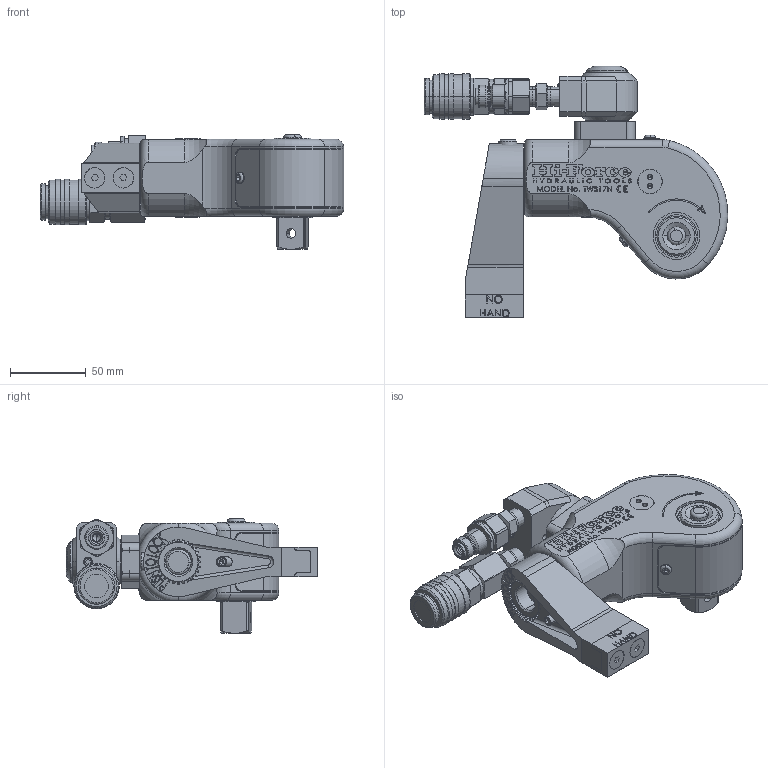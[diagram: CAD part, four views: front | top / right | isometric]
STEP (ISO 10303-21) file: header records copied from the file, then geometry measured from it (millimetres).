
FILE_DESCRIPTION (( 'STEP AP203' ), '1' );
FILE_NAME ('TWS17N.STEP', '2015-11-23T15:06:15', ( '' ), ( '' ), 'SwSTEP 2.0', 'SolidWorks 2015', '' );
FILE_SCHEMA (( 'CONFIG_CONTROL_DESIGN' ));
Length unit declared in the file: millimetre
Products named in the file (58): TTA017LA001; STC012UA001; SOCKET COUNTERSUNK SCREWS_BLC006JE016; TTC017ES001; O-RING_SEC025RE001; CUP POINT SCREW_FAS004ME005; TTC045SA002; TTC017QA002; TTC017RS001; TTC017CS002; BACK UP RING_SEC025BE001; PISTON TEE SEAL_SEC030GA001; TTC045SA003; TTC017AS001; TTC017JS004; TTA017NS001; TTC017PS001; SEC019LE001; SOCKET COUNTERSUNK SCREWS_BLC005HF008; VRA280GB001; TTC017KS001; TTC017AS002; TTC017LA001; TTC017JS001; SOCKET BUTTON HEAD SCREWS_BLC004JH006; O-RING_SEC025RA005; SPC005CA003; TTC017ES002; ERA17-21; TTC017LA002; TTC017DS001; STC033TA001; TTC017BA002; O-RING_SEC009RA003; CF4F_default; TTC017JS002; TWS17N; BALL_BAC003SN002; TTC017LS002; BALL_BAC003SN000 ...
Assembly tree (74 placements, depth 3):
  TWS17N
    TTC017BA002
    TTC017WS001
    TTC017FB001  x2
    TTC017GB001
    TTC017ES001
    TTC017CS002
    TTC017PS001
    TTC017JS001
    TTC017DS001
    TTC017LS002
    TTC017AA001  x2
    TTA017NS001
      TTC017NS001
      STC012UA001
      TTC017RS001
    TTA017LA001
      TTC017LA001
      TTC017LA002
      BALL_BAC003SN002  x3
      SPC010CA003
      STC006DA001
    TTC017QA002
    TTC017AS001
    TTC017KS001
    TTC017ES002
    TTC017JS002
    TTC017JS003
    SPC006CA005
    TTC045SA001
    TTC045SA002
    TTC045SA003
    VRA280GB001
    SPC005CA003
    CF4F_default
    CM4F_default
    HF7  x2
    CUP POINT SCREW_FAS003ME006  x2
    CUP POINT SCREW_FAS004ME005
    PISTON TEE SEAL_SEC030GA001
    SOCKET COUNTERSUNK SCREWS_BLC005HF008
    O-RING_SEC025RA005  x3
    O-RING_SEC009RA003  x2
    CUP POINT SCREW_FAS006MB005
    BALL_BAC005SN001
    O-RING_SEC038RA003
    O-RING_SEC025RE001
    BACK UP RING_SEC025BE001
    SEC019LE001
    SOCKET BUTTON HEAD SCREWS_BLC004JH006  x2
    STC033TA001  x2
    BALL_BAC003SN000
    SPC005CA001  x2
    SOCKET CAP HEAD SCREWS_BLC005HD012  x4
    SOCKET COUNTERSUNK SCREWS_BLC006JE016  x2
    ERA17-21
      TTC017JS004
      TTC017ES001
      TTC017AS002
Bounding box: 200.56 x 166 x 75.76 mm (x, y, z)
Volume: 600786.7 mm3; surface area: 222362 mm2
Topology: 71 solids, 71 shells, 4495 faces, 11760 edges, 7586 vertices
Faces by surface type: plane 2173, cylinder 1209, cone 496, bspline 450, torus 149, sphere 18
Entity records: 160511 total; most frequent: CARTESIAN_POINT 57636, ORIENTED_EDGE 20900, DIRECTION 18667, EDGE_CURVE 10450, VERTEX_POINT 6803, AXIS2_PLACEMENT_3D 6352, VECTOR 5963, LINE 5963
